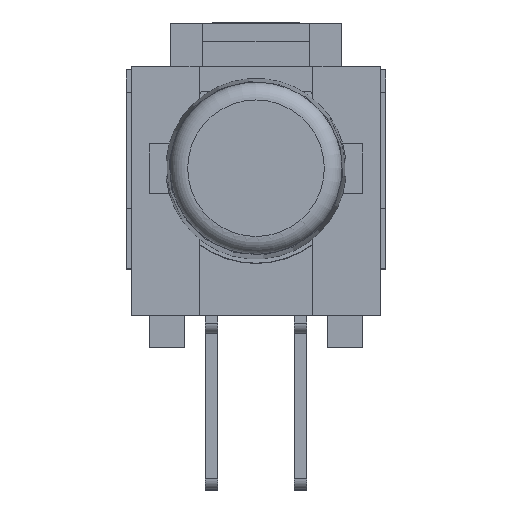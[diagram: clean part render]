
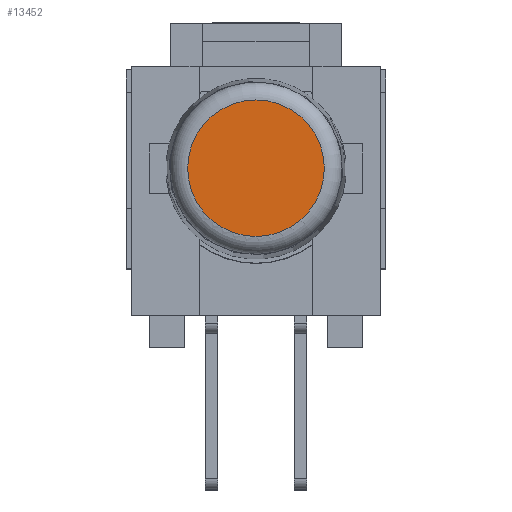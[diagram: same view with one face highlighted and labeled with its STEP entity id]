
A CAD part, top view. The second image highlights one B-rep face of the part: STEP entity #13452.
In plain terms, the highlighted planar face has unit normal (0, 0, 1).
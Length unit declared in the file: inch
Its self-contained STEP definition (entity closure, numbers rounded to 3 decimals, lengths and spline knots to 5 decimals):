
#13402=CARTESIAN_POINT('',(0.07558,0.,0.62402));
#13403=VERTEX_POINT('',#13402);
#13404=CARTESIAN_POINT('',(0.,0.,0.62402));
#13405=DIRECTION('',(0.0,0.0,-1.0));
#13406=DIRECTION('',(-1.0,0.0,0.0));
#13407=AXIS2_PLACEMENT_3D('',#13404,#13405,#13406);
#13408=CIRCLE('',#13407,0.07558);
#13409=EDGE_CURVE('',#13403,#13403,#13408,.T.);
#13444=CARTESIAN_POINT('',(0.,0.,0.62402));
#13445=DIRECTION('',(0.0,0.0,-1.0));
#13446=DIRECTION('',(-1.0,0.0,0.0));
#13447=AXIS2_PLACEMENT_3D('',#13444,#13445,#13446);
#13448=PLANE('',#13447);
#13449=ORIENTED_EDGE('',*,*,#13409,.F.);
#13450=EDGE_LOOP('',(#13449));
#13451=FACE_OUTER_BOUND('',#13450,.T.);
#13452=ADVANCED_FACE('',(#13451),#13448,.F.);
